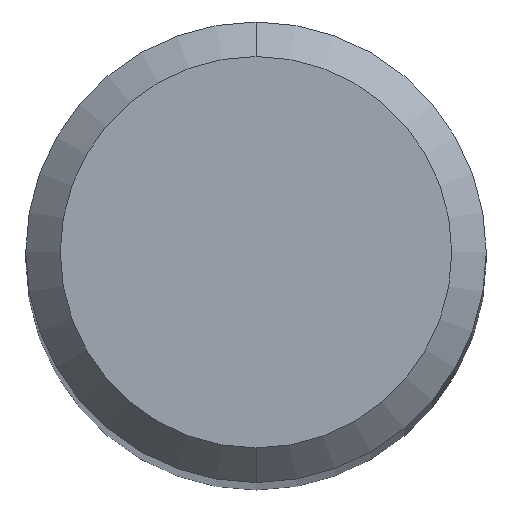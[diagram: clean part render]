
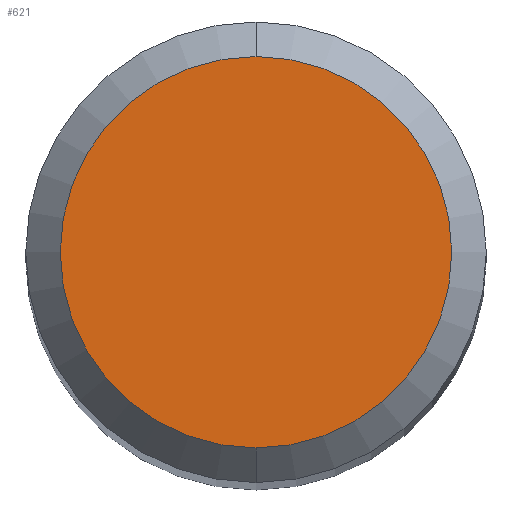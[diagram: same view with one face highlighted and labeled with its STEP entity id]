
A CAD part, top view. The second image highlights one B-rep face of the part: STEP entity #621.
In plain terms, the highlighted planar face has unit normal (0, 0, 1).
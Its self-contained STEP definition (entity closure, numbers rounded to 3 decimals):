
#621=ADVANCED_FACE('',(#1394),#1395,.T.);
#645=EDGE_CURVE('',#887,#1117,#1423,.T.);
#753=EDGE_CURVE('',#1117,#887,#1539,.T.);
#887=VERTEX_POINT('',#1682);
#1117=VERTEX_POINT('',#1935);
#1394=FACE_OUTER_BOUND('',#2892,.T.);
#1395=PLANE('',#2893);
#1423=CIRCLE('',#3073,1.7);
#1539=CIRCLE('',#3318,1.7);
#1682=CARTESIAN_POINT('',(0.,-1.7,0.0));
#1935=CARTESIAN_POINT('',(0.0,1.7,0.0));
#2892=EDGE_LOOP('',(#5181,#5182));
#2893=AXIS2_PLACEMENT_3D('',#5183,#5184,#5185);
#3073=AXIS2_PLACEMENT_3D('',#5253,#5254,#5255);
#3318=AXIS2_PLACEMENT_3D('',#5345,#5346,#5347);
#5181=ORIENTED_EDGE('',*,*,#753,.F.);
#5182=ORIENTED_EDGE('',*,*,#645,.F.);
#5183=CARTESIAN_POINT('',(0.0,0.85,0.0));
#5184=DIRECTION('',(-0.0,0.0,1.0));
#5185=DIRECTION('',(0.0,-1.0,0.0));
#5253=CARTESIAN_POINT('',(0.0,0.0,0.0));
#5254=DIRECTION('',(0.0,0.0,-1.0));
#5255=DIRECTION('',(0.0,1.0,0.0));
#5345=CARTESIAN_POINT('',(0.0,0.0,0.0));
#5346=DIRECTION('',(0.0,0.0,-1.0));
#5347=DIRECTION('',(0.0,1.0,0.0));
